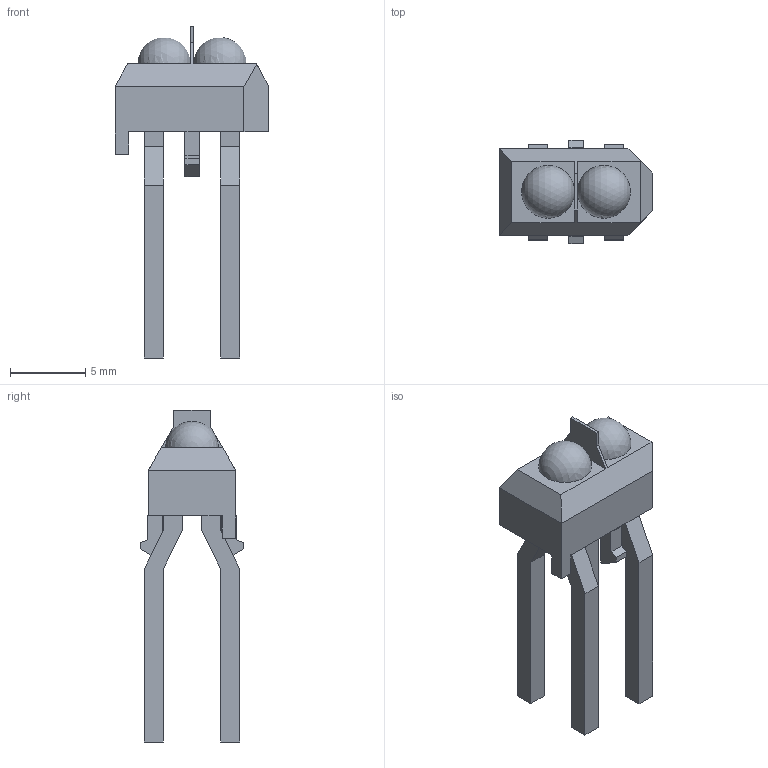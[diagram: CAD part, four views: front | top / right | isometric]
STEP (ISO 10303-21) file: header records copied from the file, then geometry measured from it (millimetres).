
FILE_DESCRIPTION(/* description */ ('Unknown'),/* implementation_level */ '2;1');
FILE_NAME(/* name */ 'TCRT5000Extendido',/* time_stamp */ '2019-06-20T00:09:51-03:00',/* author */ ('Unknown'),/* organization */ ('Unknown'),/* preprocessor_version */ 'ST-DEVELOPER v16.7',/* originating_system */ 'DEX',/* authorisation */ $);
FILE_SCHEMA (('AUTOMOTIVE_DESIGN {1 0 10303 214 3 1 1}'));
Length unit declared in the file: millimetre
Products named in the file (1): TCRT5000
Bounding box: 10.19 x 6.85 x 22 mm (x, y, z)
Volume: 364.9 mm3; surface area: 599.9 mm2
Topology: 1 solids, 1 shells, 81 faces, 221 edges, 142 vertices
Faces by surface type: plane 77, cylinder 2, sphere 2
Entity records: 3049 total; most frequent: CARTESIAN_POINT 437, ORIENTED_EDGE 430, DIRECTION 385, EDGE_CURVE 215, LINE 209, VECTOR 209, VERTEX_POINT 140, AXIS2_PLACEMENT_3D 88
